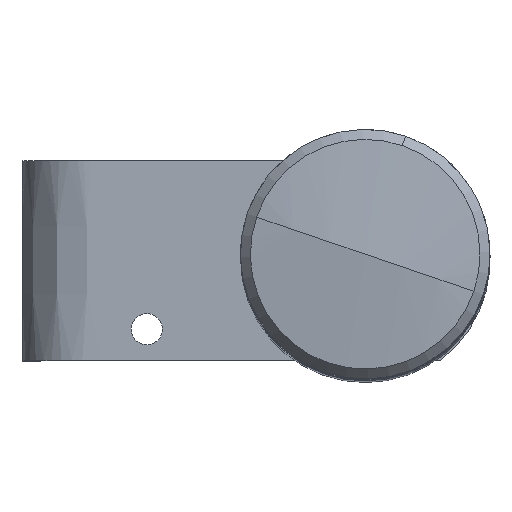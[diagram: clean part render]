
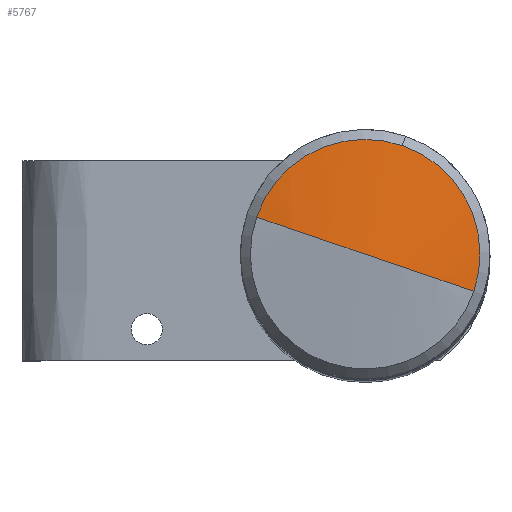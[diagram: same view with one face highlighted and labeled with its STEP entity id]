
A CAD part, top view. The second image highlights one B-rep face of the part: STEP entity #5767.
In plain terms, the highlighted spherical face has radius 100.942 mm.
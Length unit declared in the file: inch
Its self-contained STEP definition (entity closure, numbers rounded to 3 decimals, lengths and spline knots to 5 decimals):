
#19 = ORIENTED_EDGE ( 'NONE', *, *, #3811, .F. ) ;
#159 = CARTESIAN_POINT ( 'NONE',  ( 2.16535, 0., 21.30073 ) ) ;
#748 = FACE_OUTER_BOUND ( 'NONE', #8599, .T. ) ;
#1073 = VERTEX_POINT ( 'NONE', #5679 ) ;
#1107 = DIRECTION ( 'NONE',  ( 0.323, 0.947, 0. ) ) ;
#1118 = DIRECTION ( 'NONE',  ( -0.947, 0.323, 0. ) ) ;
#1497 = AXIS2_PLACEMENT_3D ( 'NONE', #6437, #7247, #2431 ) ;
#1579 = CARTESIAN_POINT ( 'NONE',  ( 2.16535, 0., 21.30073 ) ) ;
#1847 = DIRECTION ( 'NONE',  ( 0., 0., -1. ) ) ;
#1952 = CARTESIAN_POINT ( 'NONE',  ( 2.16535, 0., 25.20822 ) ) ;
#2007 = EDGE_CURVE ( 'NONE', #1073, #6818, #7653, .T. ) ;
#2258 = ORIENTED_EDGE ( 'NONE', *, *, #3870, .T. ) ;
#2431 = DIRECTION ( 'NONE',  ( 0.323, 0.947, 0. ) ) ;
#2748 = SPHERICAL_SURFACE ( 'NONE', #5487, 3.97408 ) ;
#2805 = CARTESIAN_POINT ( 'NONE',  ( 2.16535, 0., 25.2748 ) ) ;
#2985 = CARTESIAN_POINT ( 'NONE',  ( 2.39905, 0.68568, 25.20822 ) ) ;
#3311 = VERTEX_POINT ( 'NONE', #5419 ) ;
#3811 = EDGE_CURVE ( 'NONE', #7686, #1073, #9193, .T. ) ;
#3870 = EDGE_CURVE ( 'NONE', #3311, #6818, #4711, .T. ) ;
#4282 = DIRECTION ( 'NONE',  ( 0.947, -0.323, 0. ) ) ;
#4711 = CIRCLE ( 'NONE', #6940, 3.97408 ) ;
#5243 = ORIENTED_EDGE ( 'NONE', *, *, #2007, .F. ) ;
#5419 = CARTESIAN_POINT ( 'NONE',  ( 1.47967, 0.23369, 25.20822 ) ) ;
#5487 = AXIS2_PLACEMENT_3D ( 'NONE', #159, #1107, #4282 ) ;
#5679 = CARTESIAN_POINT ( 'NONE',  ( 2.85103, -0.23369, 25.20822 ) ) ;
#5767 = ADVANCED_FACE ( 'NONE', ( #748 ), #2748, .T. ) ;
#5888 = AXIS2_PLACEMENT_3D ( 'NONE', #1579, #10358, #9416 ) ;
#6003 = AXIS2_PLACEMENT_3D ( 'NONE', #1952, #1847, #7434 ) ;
#6437 = CARTESIAN_POINT ( 'NONE',  ( 2.16535, 0., 25.20822 ) ) ;
#6818 = VERTEX_POINT ( 'NONE', #2805 ) ;
#6940 = AXIS2_PLACEMENT_3D ( 'NONE', #8328, #9766, #1118 ) ;
#7247 = DIRECTION ( 'NONE',  ( 0., 0., -1. ) ) ;
#7297 = EDGE_CURVE ( 'NONE', #3311, #7686, #10377, .T. ) ;
#7434 = DIRECTION ( 'NONE',  ( 0.323, 0.947, 0. ) ) ;
#7653 = CIRCLE ( 'NONE', #5888, 3.97408 ) ;
#7686 = VERTEX_POINT ( 'NONE', #2985 ) ;
#8307 = ORIENTED_EDGE ( 'NONE', *, *, #7297, .F. ) ;
#8328 = CARTESIAN_POINT ( 'NONE',  ( 2.16535, 0., 21.30073 ) ) ;
#8599 = EDGE_LOOP ( 'NONE', ( #8307, #2258, #5243, #19 ) ) ;
#9193 = CIRCLE ( 'NONE', #6003, 0.72441 ) ;
#9416 = DIRECTION ( 'NONE',  ( 0.947, -0.323, 0. ) ) ;
#9766 = DIRECTION ( 'NONE',  ( 0.323, 0.947, 0. ) ) ;
#10358 = DIRECTION ( 'NONE',  ( -0.323, -0.947, 0. ) ) ;
#10377 = CIRCLE ( 'NONE', #1497, 0.72441 ) ;
